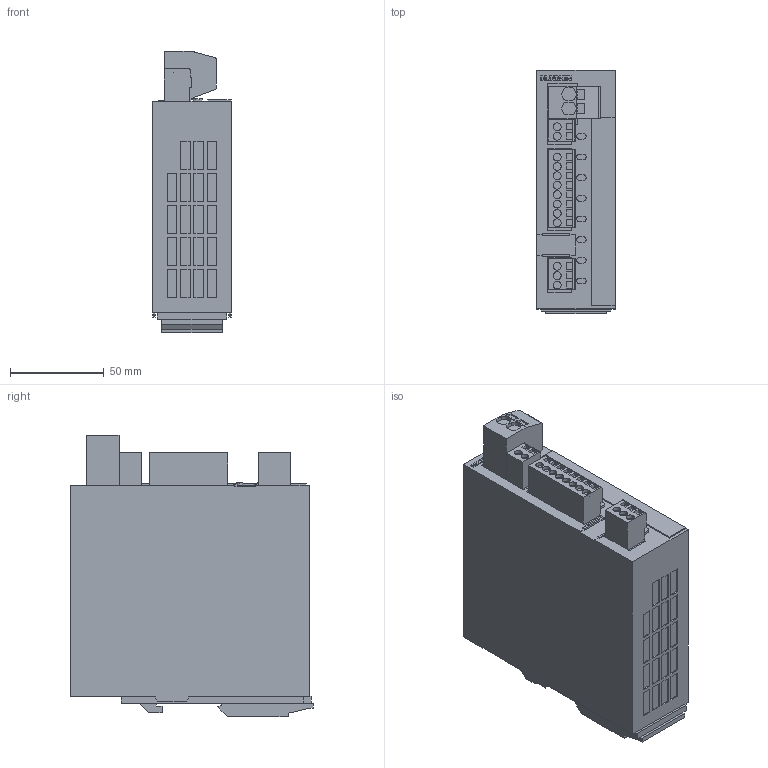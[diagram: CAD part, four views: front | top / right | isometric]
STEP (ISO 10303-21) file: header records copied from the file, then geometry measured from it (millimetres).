
FILE_DESCRIPTION (( 'STEP AP214' ), '1' );
FILE_NAME ('1065093.STEP', '2025-07-22T13:05:17', ( '' ), ( '' ), 'SwSTEP 2.0', 'SolidWorks 2022', '' );
FILE_SCHEMA (( 'AUTOMOTIVE_DESIGN' ));
Length unit declared in the file: millimetre
Products named in the file (1): 1065093
Bounding box: 42 x 129.3 x 149.6 mm (x, y, z)
Volume: 649818.3 mm3; surface area: 60236.3 mm2
Topology: 1 solids, 1 shells, 695 faces, 1790 edges, 1192 vertices
Faces by surface type: plane 627, cylinder 68
Entity records: 20838 total; most frequent: CARTESIAN_POINT 3690, ORIENTED_EDGE 3580, DIRECTION 3310, EDGE_CURVE 1790, VECTOR 1654, LINE 1654, VERTEX_POINT 1192, AXIS2_PLACEMENT_3D 828
